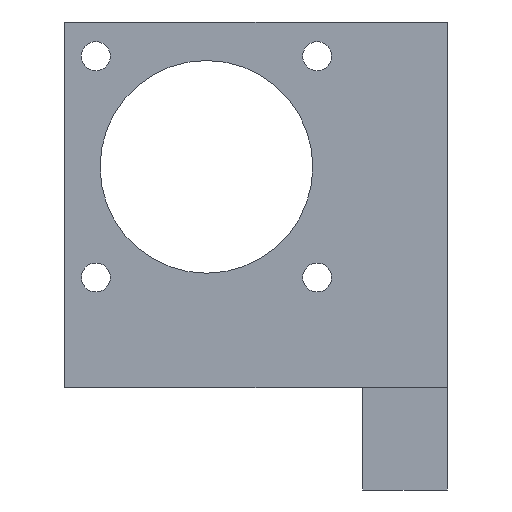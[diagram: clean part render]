
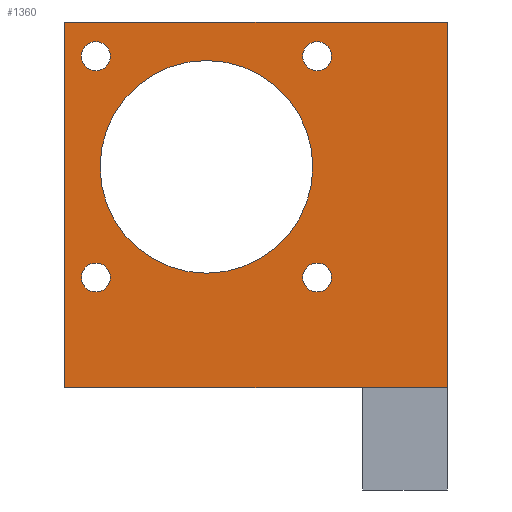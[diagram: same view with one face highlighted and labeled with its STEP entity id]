
A CAD part, front view. The second image highlights one B-rep face of the part: STEP entity #1360.
In plain terms, the highlighted planar face has unit normal (0, -1, 0).
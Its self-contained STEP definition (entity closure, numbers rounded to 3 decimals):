
#39 = CIRCLE ( 'NONE', #1635, 1.7 ) ;
#85 = ORIENTED_EDGE ( 'NONE', *, *, #2324, .F. ) ;
#96 = AXIS2_PLACEMENT_3D ( 'NONE', #2831, #326, #2066 ) ;
#102 = FACE_BOUND ( 'NONE', #2149, .T. ) ;
#166 = VERTEX_POINT ( 'NONE', #1214 ) ;
#175 = DIRECTION ( 'NONE',  ( 0., 0., -1. ) ) ;
#208 = CARTESIAN_POINT ( 'NONE',  ( 8.45, -93., 128.974 ) ) ;
#216 = LINE ( 'NONE', #911, #1893 ) ;
#231 = AXIS2_PLACEMENT_3D ( 'NONE', #208, #2181, #3155 ) ;
#233 = DIRECTION ( 'NONE',  ( 0., -1., 0. ) ) ;
#243 = EDGE_CURVE ( 'NONE', #341, #1687, #2698, .T. ) ;
#253 = DIRECTION ( 'NONE',  ( 0., -1., 0. ) ) ;
#258 = EDGE_CURVE ( 'NONE', #1687, #341, #1731, .T. ) ;
#289 = CIRCLE ( 'NONE', #709, 1.7 ) ;
#309 = ORIENTED_EDGE ( 'NONE', *, *, #741, .F. ) ;
#324 = ORIENTED_EDGE ( 'NONE', *, *, #950, .F. ) ;
#326 = DIRECTION ( 'NONE',  ( 0., 1., 0. ) ) ;
#336 = ORIENTED_EDGE ( 'NONE', *, *, #243, .F. ) ;
#341 = VERTEX_POINT ( 'NONE', #1244 ) ;
#347 = VERTEX_POINT ( 'NONE', #499 ) ;
#427 = CARTESIAN_POINT ( 'NONE',  ( 49.773, -93., 159. ) ) ;
#464 = CIRCLE ( 'NONE', #1950, 1.7 ) ;
#467 = DIRECTION ( 'NONE',  ( -1., 0., 0. ) ) ;
#499 = CARTESIAN_POINT ( 'NONE',  ( 4.773, -93., 159. ) ) ;
#504 = CIRCLE ( 'NONE', #1440, 12.5 ) ;
#574 = FACE_BOUND ( 'NONE', #1030, .T. ) ;
#594 = DIRECTION ( 'NONE',  ( 0., -1., 0. ) ) ;
#602 = VECTOR ( 'NONE', #2904, 1000. ) ;
#661 = DIRECTION ( 'NONE',  ( 0., 0., 1. ) ) ;
#695 = EDGE_CURVE ( 'NONE', #2752, #2990, #1692, .T. ) ;
#709 = AXIS2_PLACEMENT_3D ( 'NONE', #1225, #233, #2939 ) ;
#725 = CARTESIAN_POINT ( 'NONE',  ( 34.453, -93., 127.274 ) ) ;
#740 = EDGE_CURVE ( 'NONE', #899, #2639, #1270, .T. ) ;
#741 = EDGE_CURVE ( 'NONE', #878, #166, #289, .T. ) ;
#776 = CARTESIAN_POINT ( 'NONE',  ( 21.451, -93., 141.976 ) ) ;
#854 = VERTEX_POINT ( 'NONE', #1436 ) ;
#878 = VERTEX_POINT ( 'NONE', #725 ) ;
#899 = VERTEX_POINT ( 'NONE', #1191 ) ;
#904 = CARTESIAN_POINT ( 'NONE',  ( 8.45, -93., 156.678 ) ) ;
#911 = CARTESIAN_POINT ( 'NONE',  ( 49.773, -93., 116. ) ) ;
#950 = EDGE_CURVE ( 'NONE', #2200, #3029, #39, .T. ) ;
#1025 = DIRECTION ( 'NONE',  ( 0., 0., -1. ) ) ;
#1030 = EDGE_LOOP ( 'NONE', ( #324, #2741 ) ) ;
#1036 = ORIENTED_EDGE ( 'NONE', *, *, #3091, .T. ) ;
#1053 = FACE_OUTER_BOUND ( 'NONE', #2771, .T. ) ;
#1105 = DIRECTION ( 'NONE',  ( 0., -1., 0. ) ) ;
#1158 = CARTESIAN_POINT ( 'NONE',  ( 21.451, -93., 141.976 ) ) ;
#1169 = LINE ( 'NONE', #1906, #2765 ) ;
#1191 = CARTESIAN_POINT ( 'NONE',  ( 8.951, -93., 141.976 ) ) ;
#1214 = CARTESIAN_POINT ( 'NONE',  ( 34.453, -93., 130.674 ) ) ;
#1225 = CARTESIAN_POINT ( 'NONE',  ( 34.453, -93., 128.974 ) ) ;
#1226 = CARTESIAN_POINT ( 'NONE',  ( 34.453, -93., 156.678 ) ) ;
#1236 = ORIENTED_EDGE ( 'NONE', *, *, #740, .F. ) ;
#1244 = CARTESIAN_POINT ( 'NONE',  ( 8.45, -93., 130.674 ) ) ;
#1270 = CIRCLE ( 'NONE', #1578, 12.5 ) ;
#1289 = CARTESIAN_POINT ( 'NONE',  ( 8.45, -93., 153.278 ) ) ;
#1360 = ADVANCED_FACE ( 'NONE', ( #1793, #2051, #574, #1837, #1053, #102 ), #2770, .F. ) ;
#1373 = CARTESIAN_POINT ( 'NONE',  ( 33.951, -93., 141.976 ) ) ;
#1381 = ORIENTED_EDGE ( 'NONE', *, *, #2445, .F. ) ;
#1436 = CARTESIAN_POINT ( 'NONE',  ( 4.773, -93., 116. ) ) ;
#1438 = ORIENTED_EDGE ( 'NONE', *, *, #2542, .F. ) ;
#1440 = AXIS2_PLACEMENT_3D ( 'NONE', #1158, #1941, #467 ) ;
#1450 = CARTESIAN_POINT ( 'NONE',  ( 8.45, -93., 154.978 ) ) ;
#1470 = EDGE_CURVE ( 'NONE', #3029, #2200, #2305, .T. ) ;
#1576 = DIRECTION ( 'NONE',  ( 0., 0., -1. ) ) ;
#1578 = AXIS2_PLACEMENT_3D ( 'NONE', #776, #253, #2669 ) ;
#1635 = AXIS2_PLACEMENT_3D ( 'NONE', #2963, #2934, #1025 ) ;
#1640 = CARTESIAN_POINT ( 'NONE',  ( 34.453, -93., 154.978 ) ) ;
#1673 = CARTESIAN_POINT ( 'NONE',  ( 34.453, -93., 153.278 ) ) ;
#1683 = DIRECTION ( 'NONE',  ( 0., 0., -1. ) ) ;
#1687 = VERTEX_POINT ( 'NONE', #2719 ) ;
#1692 = LINE ( 'NONE', #2128, #1832 ) ;
#1731 = CIRCLE ( 'NONE', #231, 1.7 ) ;
#1793 = FACE_BOUND ( 'NONE', #2335, .T. ) ;
#1829 = DIRECTION ( 'NONE',  ( 0., 0., -1. ) ) ;
#1832 = VECTOR ( 'NONE', #661, 1000. ) ;
#1837 = FACE_BOUND ( 'NONE', #3027, .T. ) ;
#1893 = VECTOR ( 'NONE', #2645, 1000. ) ;
#1906 = CARTESIAN_POINT ( 'NONE',  ( 4.773, -93., 121. ) ) ;
#1926 = CARTESIAN_POINT ( 'NONE',  ( 4.773, -93., 159. ) ) ;
#1941 = DIRECTION ( 'NONE',  ( 0., -1., 0. ) ) ;
#1943 = CIRCLE ( 'NONE', #2508, 1.7 ) ;
#1946 = DIRECTION ( 'NONE',  ( 0., 0., -1. ) ) ;
#1950 = AXIS2_PLACEMENT_3D ( 'NONE', #1640, #1105, #1829 ) ;
#1961 = EDGE_CURVE ( 'NONE', #2990, #347, #3168, .T. ) ;
#2046 = VERTEX_POINT ( 'NONE', #1226 ) ;
#2051 = FACE_BOUND ( 'NONE', #2578, .T. ) ;
#2056 = EDGE_CURVE ( 'NONE', #2483, #2046, #2057, .T. ) ;
#2057 = CIRCLE ( 'NONE', #2311, 1.7 ) ;
#2066 = DIRECTION ( 'NONE',  ( 1., 0., 0. ) ) ;
#2128 = CARTESIAN_POINT ( 'NONE',  ( 49.773, -93., 121. ) ) ;
#2149 = EDGE_LOOP ( 'NONE', ( #2415, #1236 ) ) ;
#2181 = DIRECTION ( 'NONE',  ( 0., -1., 0. ) ) ;
#2184 = DIRECTION ( 'NONE',  ( 0., -1., 0. ) ) ;
#2200 = VERTEX_POINT ( 'NONE', #1289 ) ;
#2241 = AXIS2_PLACEMENT_3D ( 'NONE', #2860, #2416, #175 ) ;
#2305 = CIRCLE ( 'NONE', #3068, 1.7 ) ;
#2309 = ORIENTED_EDGE ( 'NONE', *, *, #258, .F. ) ;
#2311 = AXIS2_PLACEMENT_3D ( 'NONE', #2940, #2670, #1946 ) ;
#2324 = EDGE_CURVE ( 'NONE', #2046, #2483, #464, .T. ) ;
#2335 = EDGE_LOOP ( 'NONE', ( #309, #1381 ) ) ;
#2415 = ORIENTED_EDGE ( 'NONE', *, *, #2485, .F. ) ;
#2416 = DIRECTION ( 'NONE',  ( 0., -1., 0. ) ) ;
#2445 = EDGE_CURVE ( 'NONE', #166, #878, #1943, .T. ) ;
#2483 = VERTEX_POINT ( 'NONE', #1673 ) ;
#2485 = EDGE_CURVE ( 'NONE', #2639, #899, #504, .T. ) ;
#2508 = AXIS2_PLACEMENT_3D ( 'NONE', #2790, #594, #1576 ) ;
#2516 = ORIENTED_EDGE ( 'NONE', *, *, #2056, .F. ) ;
#2542 = EDGE_CURVE ( 'NONE', #2752, #854, #216, .T. ) ;
#2551 = ORIENTED_EDGE ( 'NONE', *, *, #1961, .T. ) ;
#2578 = EDGE_LOOP ( 'NONE', ( #2309, #336 ) ) ;
#2622 = DIRECTION ( 'NONE',  ( 0., 0., -1. ) ) ;
#2639 = VERTEX_POINT ( 'NONE', #1373 ) ;
#2645 = DIRECTION ( 'NONE',  ( -1., 0., 0. ) ) ;
#2669 = DIRECTION ( 'NONE',  ( -1., 0., 0. ) ) ;
#2670 = DIRECTION ( 'NONE',  ( 0., -1., 0. ) ) ;
#2688 = ORIENTED_EDGE ( 'NONE', *, *, #695, .T. ) ;
#2698 = CIRCLE ( 'NONE', #2241, 1.7 ) ;
#2719 = CARTESIAN_POINT ( 'NONE',  ( 8.45, -93., 127.274 ) ) ;
#2741 = ORIENTED_EDGE ( 'NONE', *, *, #1470, .F. ) ;
#2752 = VERTEX_POINT ( 'NONE', #3156 ) ;
#2765 = VECTOR ( 'NONE', #1683, 1000. ) ;
#2770 = PLANE ( 'NONE',  #96 ) ;
#2771 = EDGE_LOOP ( 'NONE', ( #1036, #1438, #2688, #2551 ) ) ;
#2790 = CARTESIAN_POINT ( 'NONE',  ( 34.453, -93., 128.974 ) ) ;
#2831 = CARTESIAN_POINT ( 'NONE',  ( -40.328, -93., 0. ) ) ;
#2860 = CARTESIAN_POINT ( 'NONE',  ( 8.45, -93., 128.974 ) ) ;
#2904 = DIRECTION ( 'NONE',  ( -1., 0., 0. ) ) ;
#2934 = DIRECTION ( 'NONE',  ( 0., -1., 0. ) ) ;
#2939 = DIRECTION ( 'NONE',  ( 0., 0., -1. ) ) ;
#2940 = CARTESIAN_POINT ( 'NONE',  ( 34.453, -93., 154.978 ) ) ;
#2963 = CARTESIAN_POINT ( 'NONE',  ( 8.45, -93., 154.978 ) ) ;
#2990 = VERTEX_POINT ( 'NONE', #427 ) ;
#3027 = EDGE_LOOP ( 'NONE', ( #2516, #85 ) ) ;
#3029 = VERTEX_POINT ( 'NONE', #904 ) ;
#3068 = AXIS2_PLACEMENT_3D ( 'NONE', #1450, #2184, #2622 ) ;
#3091 = EDGE_CURVE ( 'NONE', #347, #854, #1169, .T. ) ;
#3155 = DIRECTION ( 'NONE',  ( 0., 0., -1. ) ) ;
#3156 = CARTESIAN_POINT ( 'NONE',  ( 49.773, -93., 116. ) ) ;
#3168 = LINE ( 'NONE', #1926, #602 ) ;
